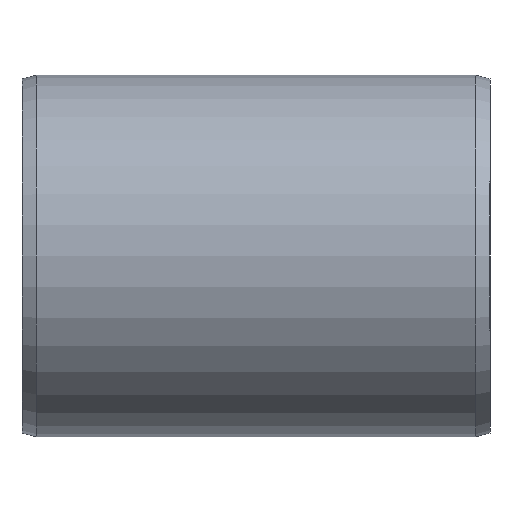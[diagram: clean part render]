
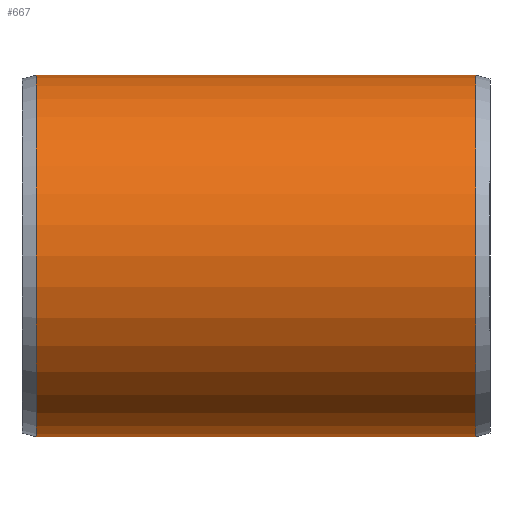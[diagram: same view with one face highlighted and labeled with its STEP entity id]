
A CAD part, left-side view. The second image highlights one B-rep face of the part: STEP entity #667.
In plain terms, the highlighted cylindrical face has radius 315 mm (diameter 630 mm), a full revolution.
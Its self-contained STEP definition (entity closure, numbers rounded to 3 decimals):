
#53=LINE('',#1416,#75);
#54=LINE('',#1418,#76);
#75=VECTOR('',#859,315.);
#76=VECTOR('',#860,315.);
#97=CYLINDRICAL_SURFACE('',#733,315.);
#109=FACE_OUTER_BOUND('',#151,.T.);
#151=EDGE_LOOP('',(#466,#467,#468,#469,#470,#471,#472,#473,#474));
#200=B_SPLINE_CURVE_WITH_KNOTS('',3,(#1368,#1369,#1370,#1371,#1372,#1373,
#1374,#1375,#1376,#1377),.UNSPECIFIED.,.F.,.F.,(4,1,1,1,1,1,1,4),(-58.935,
-56.83,-54.726,-52.621,-50.516,
-48.411,-46.306,-45.547),.UNSPECIFIED.);
#201=B_SPLINE_CURVE_WITH_KNOTS('',3,(#1379,#1380,#1381,#1382,#1383,#1384,
#1385,#1386,#1387,#1388,#1389,#1390,#1391,#1392,#1393,#1394,#1395,#1396,
#1397),.UNSPECIFIED.,.F.,.F.,(4,1,1,1,1,1,1,1,1,1,1,1,1,1,1,1,4),(-45.547,
-44.201,-43.149,-42.097,-40.693,
-37.887,-36.484,-33.677,-30.871,
-28.064,-25.258,-22.452,-21.048,
-19.645,-18.242,-16.839,-16.079),
 .UNSPECIFIED.);
#202=B_SPLINE_CURVE_WITH_KNOTS('',3,(#1398,#1399,#1400,#1401,#1402,#1403,
#1404,#1405,#1406,#1407,#1408),.UNSPECIFIED.,.F.,.F.,(4,1,1,1,1,1,1,1,4),
(-16.079,-15.435,-14.032,-12.629,
-11.226,-8.419,-6.314,-4.21,
0.),.UNSPECIFIED.);
#208=CIRCLE('',#734,315.);
#209=CIRCLE('',#735,315.);
#281=VERTEX_POINT('',#1327);
#284=VERTEX_POINT('',#1367);
#285=VERTEX_POINT('',#1378);
#287=VERTEX_POINT('',#1414);
#288=VERTEX_POINT('',#1417);
#352=EDGE_CURVE('',#281,#284,#200,.T.);
#353=EDGE_CURVE('',#284,#285,#201,.T.);
#354=EDGE_CURVE('',#285,#281,#202,.T.);
#357=EDGE_CURVE('',#287,#287,#208,.T.);
#358=EDGE_CURVE('',#287,#285,#53,.T.);
#359=EDGE_CURVE('',#284,#288,#54,.T.);
#360=EDGE_CURVE('',#288,#288,#209,.T.);
#466=ORIENTED_EDGE('',*,*,#357,.F.);
#467=ORIENTED_EDGE('',*,*,#358,.T.);
#468=ORIENTED_EDGE('',*,*,#353,.F.);
#469=ORIENTED_EDGE('',*,*,#359,.T.);
#470=ORIENTED_EDGE('',*,*,#360,.T.);
#471=ORIENTED_EDGE('',*,*,#359,.F.);
#472=ORIENTED_EDGE('',*,*,#352,.F.);
#473=ORIENTED_EDGE('',*,*,#354,.F.);
#474=ORIENTED_EDGE('',*,*,#358,.F.);
#667=ADVANCED_FACE('',(#109),#97,.T.);
#733=AXIS2_PLACEMENT_3D('',#1413,#855,#856);
#734=AXIS2_PLACEMENT_3D('',#1415,#857,#858);
#735=AXIS2_PLACEMENT_3D('',#1419,#861,#862);
#855=DIRECTION('center_axis',(0.,1.,0.));
#856=DIRECTION('ref_axis',(-1.,0.,0.));
#857=DIRECTION('center_axis',(0.,1.,0.));
#858=DIRECTION('ref_axis',(1.,0.,0.));
#859=DIRECTION('',(0.,-1.,0.));
#860=DIRECTION('',(0.,-1.,0.));
#861=DIRECTION('center_axis',(0.,1.,0.));
#862=DIRECTION('ref_axis',(1.,0.,0.));
#1327=CARTESIAN_POINT('',(303.715,302.263,83.558));
#1367=CARTESIAN_POINT('',(314.999,199.793,0.001));
#1368=CARTESIAN_POINT('Ctrl Pts',(303.715,302.263,83.558));
#1369=CARTESIAN_POINT('Ctrl Pts',(303.794,294.504,83.273));
#1370=CARTESIAN_POINT('Ctrl Pts',(304.249,279.025,81.625));
#1371=CARTESIAN_POINT('Ctrl Pts',(305.867,256.549,75.451));
#1372=CARTESIAN_POINT('Ctrl Pts',(308.301,235.784,65.038));
#1373=CARTESIAN_POINT('Ctrl Pts',(311.163,218.139,50.04));
#1374=CARTESIAN_POINT('Ctrl Pts',(313.735,205.357,30.739));
#1375=CARTESIAN_POINT('Ctrl Pts',(314.868,200.386,13.161));
#1376=CARTESIAN_POINT('Ctrl Pts',(315.,199.792,2.76));
#1377=CARTESIAN_POINT('Ctrl Pts',(314.999,199.793,0.001));
#1378=CARTESIAN_POINT('',(314.999,440.206,0.));
#1379=CARTESIAN_POINT('Ctrl Pts',(314.999,199.793,0.001));
#1380=CARTESIAN_POINT('Ctrl Pts',(314.998,199.794,-4.884));
#1381=CARTESIAN_POINT('Ctrl Pts',(314.797,200.683,-13.592));
#1382=CARTESIAN_POINT('Ctrl Pts',(314.014,204.2,-25.651));
#1383=CARTESIAN_POINT('Ctrl Pts',(312.873,209.624,-37.196));
#1384=CARTESIAN_POINT('Ctrl Pts',(310.708,220.71,-52.872));
#1385=CARTESIAN_POINT('Ctrl Pts',(308.128,236.912,-65.768));
#1386=CARTESIAN_POINT('Ctrl Pts',(305.539,260.164,-76.801));
#1387=CARTESIAN_POINT('Ctrl Pts',(303.838,285.38,-83.126));
#1388=CARTESIAN_POINT('Ctrl Pts',(303.488,316.551,-84.375));
#1389=CARTESIAN_POINT('Ctrl Pts',(304.616,347.427,-80.299));
#1390=CARTESIAN_POINT('Ctrl Pts',(306.898,377.126,-71.291));
#1391=CARTESIAN_POINT('Ctrl Pts',(309.423,400.094,-59.519));
#1392=CARTESIAN_POINT('Ctrl Pts',(311.524,416.4,-47.047));
#1393=CARTESIAN_POINT('Ctrl Pts',(313.016,427.071,-35.971));
#1394=CARTESIAN_POINT('Ctrl Pts',(314.259,435.427,-23.036));
#1395=CARTESIAN_POINT('Ctrl Pts',(314.898,439.549,-10.617));
#1396=CARTESIAN_POINT('Ctrl Pts',(314.999,440.205,-2.759));
#1397=CARTESIAN_POINT('Ctrl Pts',(314.999,440.206,0.));
#1398=CARTESIAN_POINT('Ctrl Pts',(314.999,440.206,0.));
#1399=CARTESIAN_POINT('Ctrl Pts',(315.,440.206,2.339));
#1400=CARTESIAN_POINT('Ctrl Pts',(314.919,439.684,9.774));
#1401=CARTESIAN_POINT('Ctrl Pts',(314.343,435.975,21.884));
#1402=CARTESIAN_POINT('Ctrl Pts',(313.133,427.871,34.975));
#1403=CARTESIAN_POINT('Ctrl Pts',(311.156,413.824,49.937));
#1404=CARTESIAN_POINT('Ctrl Pts',(308.741,394.528,62.885));
#1405=CARTESIAN_POINT('Ctrl Pts',(306.41,370.945,73.219));
#1406=CARTESIAN_POINT('Ctrl Pts',(304.226,341.148,81.802));
#1407=CARTESIAN_POINT('Ctrl Pts',(303.559,317.782,84.128));
#1408=CARTESIAN_POINT('Ctrl Pts',(303.715,302.263,83.558));
#1413=CARTESIAN_POINT('Origin',(0.,307.5,0.));
#1414=CARTESIAN_POINT('',(315.,690.,0.));
#1415=CARTESIAN_POINT('Origin',(0.,690.,0.));
#1416=CARTESIAN_POINT('',(315.,307.5,0.));
#1417=CARTESIAN_POINT('',(315.,-75.,0.));
#1418=CARTESIAN_POINT('',(315.,307.5,0.));
#1419=CARTESIAN_POINT('Origin',(0.,-75.,0.));
